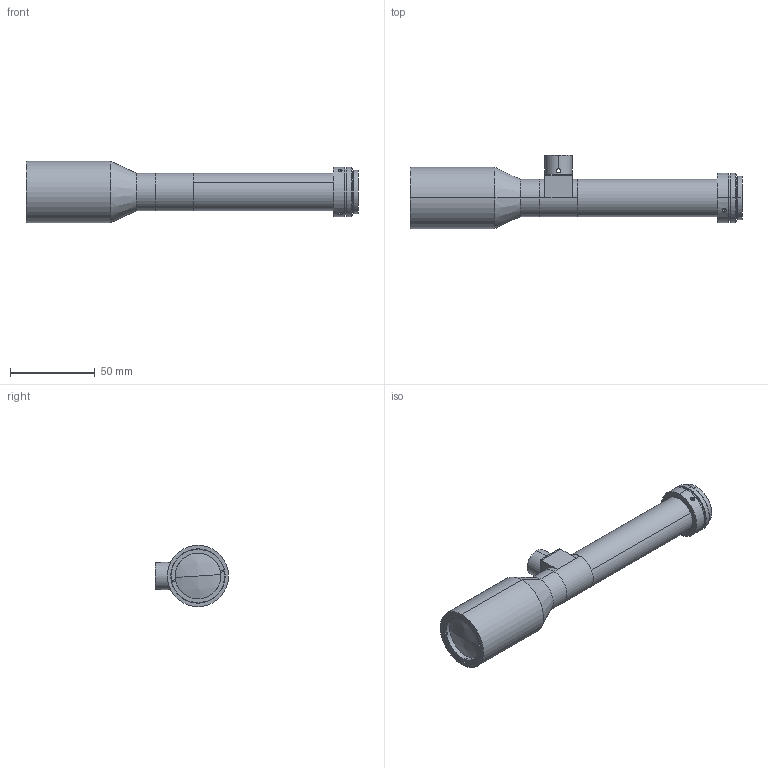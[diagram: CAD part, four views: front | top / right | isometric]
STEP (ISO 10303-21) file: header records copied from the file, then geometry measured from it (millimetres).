
FILE_DESCRIPTION (( 'STEP AP203' ), '1' );
FILE_NAME ('XF-MT1X200D.STEP', '2019-11-23T07:05:06', ( 'puyufan' ), ( '' ), 'SwSTEP 2.0', 'SolidWorks 2014', '' );
FILE_SCHEMA (( 'CONFIG_CONTROL_DESIGN' ));
Length unit declared in the file: millimetre
Products named in the file (1): XF-MT1X200D
Bounding box: 195.38 x 43 x 36 mm (x, y, z)
Surface area: 22622.1 mm2 (no closed solid volume)
Topology: 0 solids, 8 shells, 100 faces, 260 edges, 171 vertices
Faces by surface type: cylinder 61, plane 33, cone 4, sphere 2
Entity records: 3522 total; most frequent: CARTESIAN_POINT 920, DIRECTION 572, ORIENTED_EDGE 458, EDGE_CURVE 260, AXIS2_PLACEMENT_3D 231, VERTEX_POINT 171, CIRCLE 130, EDGE_LOOP 126
